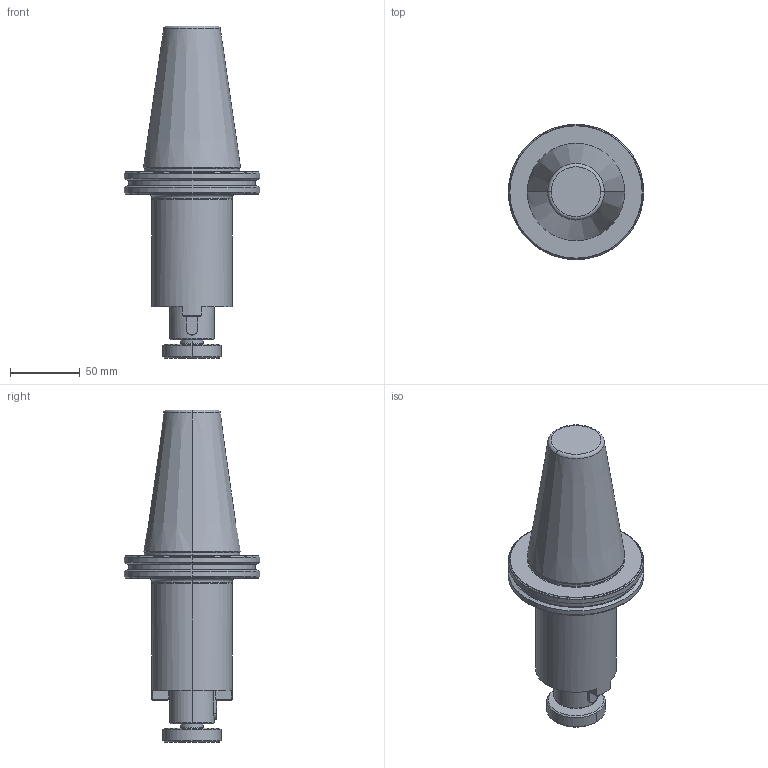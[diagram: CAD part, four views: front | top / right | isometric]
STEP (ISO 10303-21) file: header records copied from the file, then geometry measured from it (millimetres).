
FILE_DESCRIPTION (( 'STEP AP203' ), '1' );
FILE_NAME ('SK 50 CSMA32 100 AD-6.3G15000 SL SP.STEP', '2019-05-09T09:13:36', ( '' ), ( '' ), 'SwSTEP 2.0', 'SolidWorks 2014', '' );
FILE_SCHEMA (( 'CONFIG_CONTROL_DESIGN' ));
Length unit declared in the file: millimetre
Products named in the file (1): SK 50 CSMA32 100 AD-6.3G15000 SL SP
Bounding box: 97.5 x 97.5 x 238.75 mm (x, y, z)
Volume: 623580.1 mm3; surface area: 57749.9 mm2
Topology: 1 solids, 1 shells, 84 faces, 190 edges, 114 vertices
Faces by surface type: plane 23, cone 22, cylinder 21, torus 16, bspline 2
Entity records: 2680 total; most frequent: CARTESIAN_POINT 672, DIRECTION 449, ORIENTED_EDGE 380, AXIS2_PLACEMENT_3D 191, EDGE_CURVE 190, VERTEX_POINT 114, CIRCLE 108, EDGE_LOOP 90
